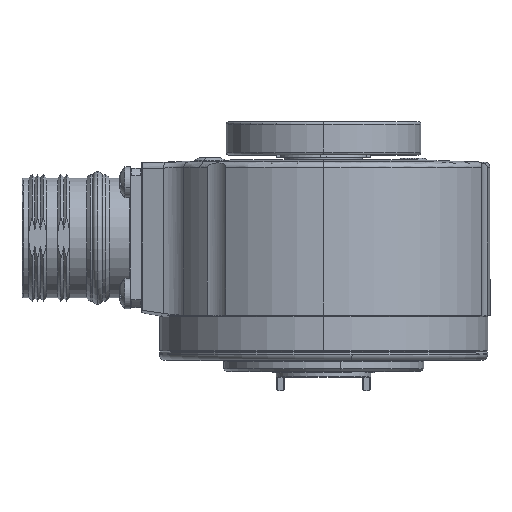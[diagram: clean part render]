
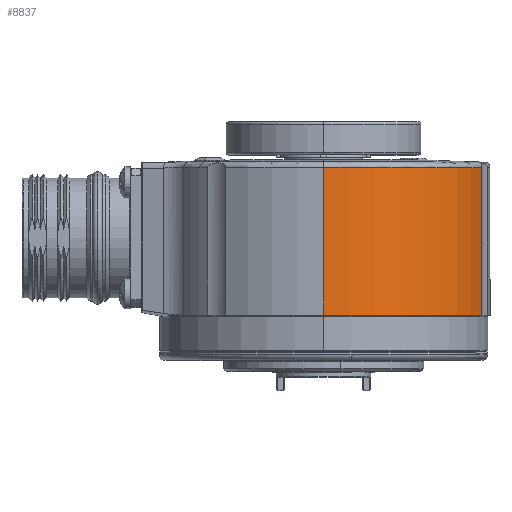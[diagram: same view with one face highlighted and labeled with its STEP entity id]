
A CAD part, top view. The second image highlights one B-rep face of the part: STEP entity #8837.
In plain terms, the highlighted cylindrical face has radius 30 mm (diameter 60 mm), a partial arc.
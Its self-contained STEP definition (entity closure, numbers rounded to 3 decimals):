
#50 = ORIENTED_EDGE ( 'NONE', *, *, #17838, .T. ) ;
#666 = AXIS2_PLACEMENT_3D ( 'NONE', #19387, #9801, #20989 ) ;
#947 = CARTESIAN_POINT ( 'NONE',  ( 28.353, 20.75, 9.803 ) ) ;
#1689 = LINE ( 'NONE', #5862, #18992 ) ;
#2344 = CARTESIAN_POINT ( 'NONE',  ( 0., 36.615, 30. ) ) ;
#2640 = DIRECTION ( 'NONE',  ( 0., 0., 1. ) ) ;
#4858 = VERTEX_POINT ( 'NONE', #2344 ) ;
#5552 = VECTOR ( 'NONE', #9163, 1000. ) ;
#5862 = CARTESIAN_POINT ( 'NONE',  ( 0., 3.5, 30. ) ) ;
#6137 = VERTEX_POINT ( 'NONE', #10054 ) ;
#7448 = DIRECTION ( 'NONE',  ( 0., -1., 0. ) ) ;
#7554 = DIRECTION ( 'NONE',  ( 0., -1., 0. ) ) ;
#7679 = VERTEX_POINT ( 'NONE', #16429 ) ;
#8837 = ADVANCED_FACE ( 'NONE', ( #12041 ), #11055, .T. ) ;
#9163 = DIRECTION ( 'NONE',  ( 0., -1., 0. ) ) ;
#9293 = AXIS2_PLACEMENT_3D ( 'NONE', #12467, #7554, #2640 ) ;
#9801 = DIRECTION ( 'NONE',  ( 0., -1., 0. ) ) ;
#10054 = CARTESIAN_POINT ( 'NONE',  ( 28.353, 10.088, 9.803 ) ) ;
#10766 = EDGE_CURVE ( 'NONE', #13831, #6137, #18502, .T. ) ;
#11055 = CYLINDRICAL_SURFACE ( 'NONE', #9293, 30. ) ;
#11067 = CARTESIAN_POINT ( 'NONE',  ( 28.353, 36.615, 9.803 ) ) ;
#11983 = CIRCLE ( 'NONE', #15839, 30. ) ;
#12041 = FACE_OUTER_BOUND ( 'NONE', #12901, .T. ) ;
#12467 = CARTESIAN_POINT ( 'NONE',  ( 0., 3.5, 0. ) ) ;
#12901 = EDGE_LOOP ( 'NONE', ( #17594, #50, #16659, #20144 ) ) ;
#13831 = VERTEX_POINT ( 'NONE', #11067 ) ;
#15619 = DIRECTION ( 'NONE',  ( 0., -1., 0. ) ) ;
#15839 = AXIS2_PLACEMENT_3D ( 'NONE', #17143, #7448, #18738 ) ;
#16429 = CARTESIAN_POINT ( 'NONE',  ( 0., 10.088, 30. ) ) ;
#16659 = ORIENTED_EDGE ( 'NONE', *, *, #16998, .F. ) ;
#16998 = EDGE_CURVE ( 'NONE', #6137, #7679, #11983, .T. ) ;
#17143 = CARTESIAN_POINT ( 'NONE',  ( 0., 10.088, 0. ) ) ;
#17485 = EDGE_CURVE ( 'NONE', #13831, #4858, #18750, .T. ) ;
#17594 = ORIENTED_EDGE ( 'NONE', *, *, #17485, .T. ) ;
#17838 = EDGE_CURVE ( 'NONE', #4858, #7679, #1689, .T. ) ;
#18502 = LINE ( 'NONE', #947, #5552 ) ;
#18738 = DIRECTION ( 'NONE',  ( 0., 0., -1. ) ) ;
#18750 = CIRCLE ( 'NONE', #666, 30. ) ;
#18992 = VECTOR ( 'NONE', #15619, 1000. ) ;
#19387 = CARTESIAN_POINT ( 'NONE',  ( 0., 36.615, 0. ) ) ;
#20144 = ORIENTED_EDGE ( 'NONE', *, *, #10766, .F. ) ;
#20989 = DIRECTION ( 'NONE',  ( 0., 0., 1. ) ) ;
